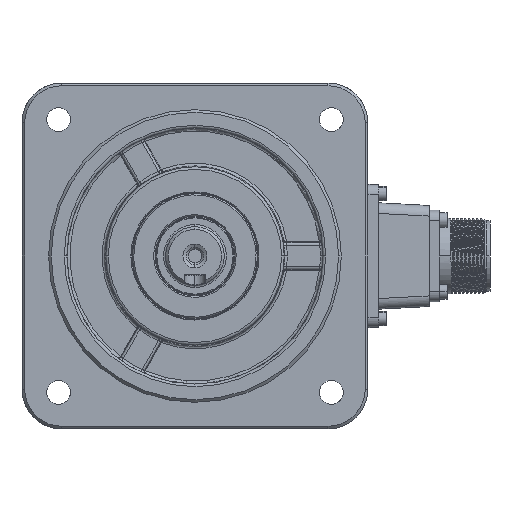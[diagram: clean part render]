
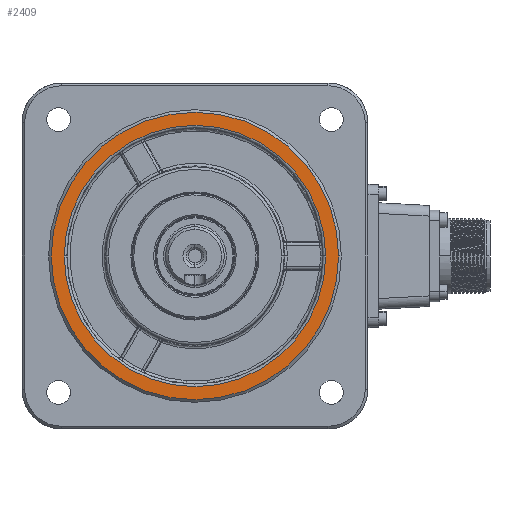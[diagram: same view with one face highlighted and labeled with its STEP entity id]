
A CAD part, left-side view. The second image highlights one B-rep face of the part: STEP entity #2409.
In plain terms, the highlighted planar face has unit normal (-1, 0, 0).
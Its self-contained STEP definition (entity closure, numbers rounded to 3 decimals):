
#1562 = ORIENTED_EDGE ( 'NONE', *, *, #44692, .T. ) ;
#1693 = DIRECTION ( 'NONE',  ( 1., 0., 0. ) ) ;
#2409 = ADVANCED_FACE ( 'NONE', ( #28107, #31595 ), #46746, .T. ) ;
#4476 = CARTESIAN_POINT ( 'NONE',  ( -76., 54., 0. ) ) ;
#4485 = DIRECTION ( 'NONE',  ( 0., -1., 0. ) ) ;
#6040 = DIRECTION ( 'NONE',  ( 1., 0., 0. ) ) ;
#6628 = AXIS2_PLACEMENT_3D ( 'NONE', #32435, #6040, #32683 ) ;
#7012 = AXIS2_PLACEMENT_3D ( 'NONE', #38492, #7622, #48918 ) ;
#7319 = ORIENTED_EDGE ( 'NONE', *, *, #38980, .T. ) ;
#7622 = DIRECTION ( 'NONE',  ( -1., 0., 0. ) ) ;
#7845 = VERTEX_POINT ( 'NONE', #22700 ) ;
#8090 = EDGE_LOOP ( 'NONE', ( #1562, #11172 ) ) ;
#10567 = AXIS2_PLACEMENT_3D ( 'NONE', #36020, #1693, #13646 ) ;
#11172 = ORIENTED_EDGE ( 'NONE', *, *, #31243, .T. ) ;
#11213 = VERTEX_POINT ( 'NONE', #31856 ) ;
#12699 = CARTESIAN_POINT ( 'NONE',  ( -76., 0., 0. ) ) ;
#13044 = EDGE_LOOP ( 'NONE', ( #45142, #7319 ) ) ;
#13646 = DIRECTION ( 'NONE',  ( 0., -1., 0. ) ) ;
#20405 = CIRCLE ( 'NONE', #25922, 54. ) ;
#22700 = CARTESIAN_POINT ( 'NONE',  ( -76., -54., 0. ) ) ;
#25922 = AXIS2_PLACEMENT_3D ( 'NONE', #29237, #48375, #40692 ) ;
#27029 = AXIS2_PLACEMENT_3D ( 'NONE', #12699, #27860, #4485 ) ;
#27860 = DIRECTION ( 'NONE',  ( -1., 0., 0. ) ) ;
#28106 = CIRCLE ( 'NONE', #6628, 49.122 ) ;
#28107 = FACE_OUTER_BOUND ( 'NONE', #8090, .T. ) ;
#29237 = CARTESIAN_POINT ( 'NONE',  ( -76., 0., 0. ) ) ;
#29689 = EDGE_CURVE ( 'NONE', #46838, #11213, #34408, .T. ) ;
#30882 = CIRCLE ( 'NONE', #7012, 54. ) ;
#31243 = EDGE_CURVE ( 'NONE', #7845, #44074, #30882, .T. ) ;
#31595 = FACE_BOUND ( 'NONE', #13044, .T. ) ;
#31856 = CARTESIAN_POINT ( 'NONE',  ( -76., 49.122, 0. ) ) ;
#32435 = CARTESIAN_POINT ( 'NONE',  ( -76., 0., 0. ) ) ;
#32683 = DIRECTION ( 'NONE',  ( 0., -1., 0. ) ) ;
#34408 = CIRCLE ( 'NONE', #10567, 49.122 ) ;
#36020 = CARTESIAN_POINT ( 'NONE',  ( -76., 0., 0. ) ) ;
#38213 = CARTESIAN_POINT ( 'NONE',  ( -76., -49.122, 0. ) ) ;
#38492 = CARTESIAN_POINT ( 'NONE',  ( -76., 0., 0. ) ) ;
#38980 = EDGE_CURVE ( 'NONE', #11213, #46838, #28106, .T. ) ;
#40692 = DIRECTION ( 'NONE',  ( 0., -1., 0. ) ) ;
#44074 = VERTEX_POINT ( 'NONE', #4476 ) ;
#44692 = EDGE_CURVE ( 'NONE', #44074, #7845, #20405, .T. ) ;
#45142 = ORIENTED_EDGE ( 'NONE', *, *, #29689, .T. ) ;
#46746 = PLANE ( 'NONE',  #27029 ) ;
#46838 = VERTEX_POINT ( 'NONE', #38213 ) ;
#48375 = DIRECTION ( 'NONE',  ( -1., 0., 0. ) ) ;
#48918 = DIRECTION ( 'NONE',  ( 0., -1., 0. ) ) ;
